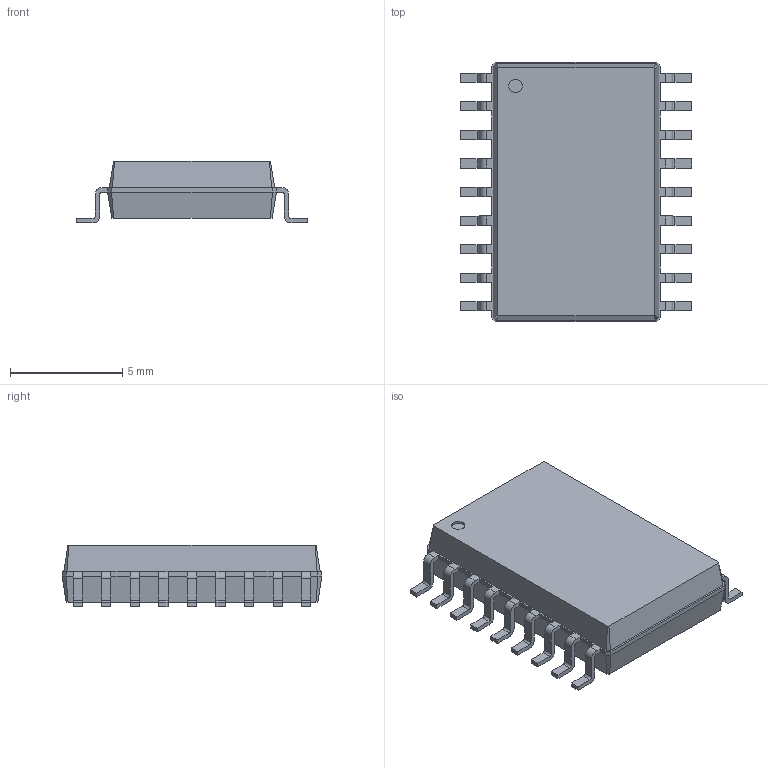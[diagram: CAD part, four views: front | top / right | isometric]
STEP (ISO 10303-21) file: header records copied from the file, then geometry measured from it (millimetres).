
FILE_DESCRIPTION(/* description */ ('model of SOIC-18W_7.5x11.6mm_Pitch1.27mm'),/* implementation_level */ '2;1');
FILE_NAME(/* name */ 'SOIC-18W_7.5x11.6mm_Pitch1.27mm.step',/* time_stamp */ '2017-02-21T23:34:16',/* author */ ('kicad StepUp','ksu'),/* organization */ ('FreeCAD'),/* preprocessor_version */ 'OCC',/* originating_system */ 'kicad StepUp',/* authorisation */ '');
FILE_SCHEMA(('AUTOMOTIVE_DESIGN_CC2 { 1 2 10303 214 -1 1 5 4 }'));
Length unit declared in the file: millimetre
Products named in the file (1): SOIC-18W_7.5x11.6mm_Pitch1.27mm
Bounding box: 10.3 x 11.55 x 2.75 mm (x, y, z)
Volume: 213.1 mm3; surface area: 311.9 mm2
Topology: 1 solids, 1 shells, 306 faces, 813 edges, 510 vertices
Faces by surface type: plane 191, cylinder 73, bspline 42
Full cylindrical faces by diameter (mm): 0.6 x1
Entity records: 11439 total; most frequent: CARTESIAN_POINT 1788, ORIENTED_EDGE 1626, DIRECTION 1457, EDGE_CURVE 813, LINE 635, VECTOR 635, VERTEX_POINT 510, AXIS2_PLACEMENT_3D 411
